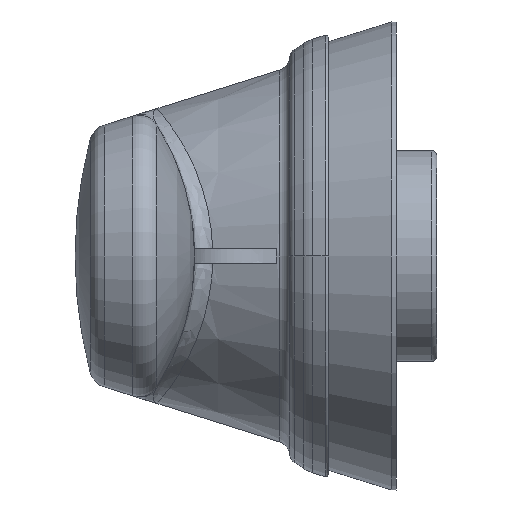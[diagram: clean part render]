
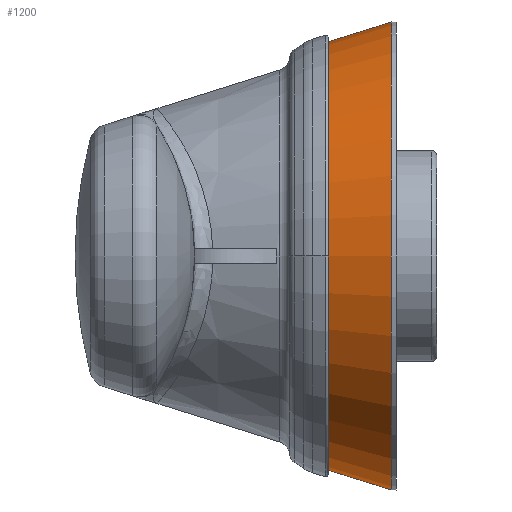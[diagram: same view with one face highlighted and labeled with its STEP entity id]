
A CAD part, left-side view. The second image highlights one B-rep face of the part: STEP entity #1200.
In plain terms, the highlighted conical face has half-angle 17.36 degrees and reference radius 31.908 mm.
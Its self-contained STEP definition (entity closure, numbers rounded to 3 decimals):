
#213=CARTESIAN_POINT('',(-22.872,9.109,72.115));
#214=DIRECTION('',(0.,1.,0.));
#215=DIRECTION('',(0.,0.,-1.));
#216=AXIS2_PLACEMENT_3D('',#213,#214,#215);
#218=DIRECTION('',(0.,0.954,-0.298));
#219=VECTOR('',#218,9.424);
#220=CARTESIAN_POINT('',(-22.872,0.114,105.429));
#221=LINE('',#220,#219);
#222=CARTESIAN_POINT('',(-22.872,0.114,72.115));
#223=DIRECTION('',(0.,-1.,0.));
#224=DIRECTION('',(0.,0.,1.));
#225=AXIS2_PLACEMENT_3D('',#222,#223,#224);
#876=DIRECTION('',(0.,0.954,0.298));
#877=VECTOR('',#876,9.424);
#878=CARTESIAN_POINT('',(-22.872,0.114,38.801));
#879=LINE('',#878,#877);
#1044=CARTESIAN_POINT('',(-22.872,0.114,
105.429));
#1046=VERTEX_POINT('',#1044);
#1049=CARTESIAN_POINT('',(-22.872,0.114,
38.801));
#1050=VERTEX_POINT('',#1049);
#1181=CARTESIAN_POINT('',(-22.872,9.109,41.613));
#1182=CARTESIAN_POINT('',(-22.872,9.109,102.617));
#1183=VERTEX_POINT('',#1181);
#1184=VERTEX_POINT('',#1182);
#1185=CARTESIAN_POINT('',(-22.872,4.611,72.115));
#1186=DIRECTION('',(0.,-1.,0.));
#1187=DIRECTION('',(0.,0.,1.));
#1188=AXIS2_PLACEMENT_3D('',#1185,#1186,#1187);
#1189=CONICAL_SURFACE('',#1188,31.908,17.36);
#1191=ORIENTED_EDGE('',*,*,#1190,.T.);
#1193=ORIENTED_EDGE('',*,*,#1192,.F.);
#1195=ORIENTED_EDGE('',*,*,#1194,.T.);
#1197=ORIENTED_EDGE('',*,*,#1196,.T.);
#1198=EDGE_LOOP('',(#1191,#1193,#1195,#1197));
#1199=FACE_OUTER_BOUND('',#1198,.F.);
#217=CIRCLE('',#216,30.502);
#226=CIRCLE('',#225,33.314);
#1190=EDGE_CURVE('',#1183,#1184,#217,.T.);
#1192=EDGE_CURVE('',#1046,#1184,#221,.T.);
#1194=EDGE_CURVE('',#1046,#1050,#226,.T.);
#1196=EDGE_CURVE('',#1050,#1183,#879,.T.);
#1200=ADVANCED_FACE('',(#1199),#1189,.T.);
